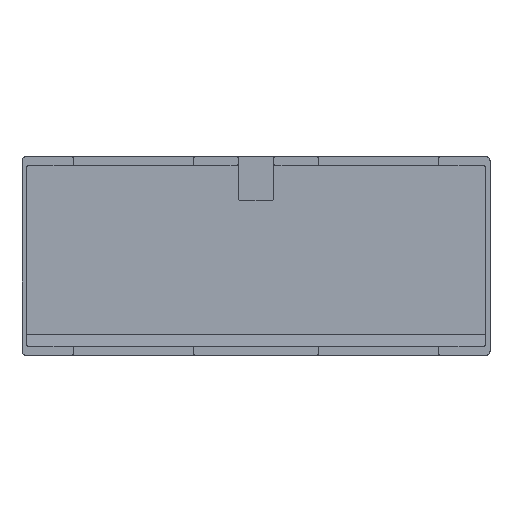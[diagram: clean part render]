
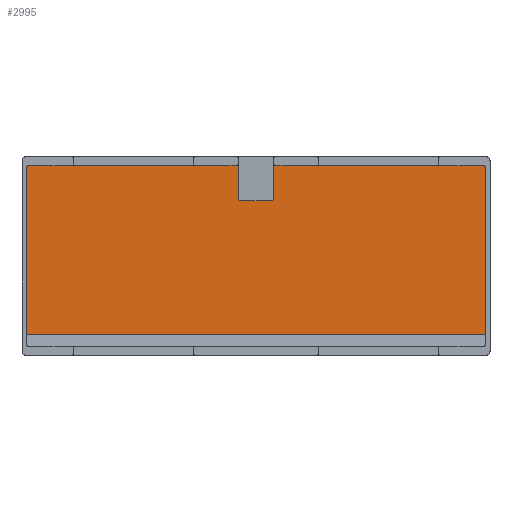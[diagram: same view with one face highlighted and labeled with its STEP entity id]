
A CAD part, top view. The second image highlights one B-rep face of the part: STEP entity #2995.
In plain terms, the highlighted planar face has unit normal (0, 0, 1).
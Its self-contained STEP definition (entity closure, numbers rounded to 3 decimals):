
#135=CIRCLE('',#3179,1.);
#137=CIRCLE('',#3183,1.);
#141=CIRCLE('',#3190,1.);
#146=CIRCLE('',#3197,1.);
#150=CIRCLE('',#3207,1.);
#151=CIRCLE('',#3208,1.);
#337=FACE_OUTER_BOUND('',#502,.T.);
#502=EDGE_LOOP('',(#2120,#2121,#2122,#2123,#2124,#2125,#2126,#2127,#2128,
#2129,#2130,#2131,#2132,#2133));
#656=LINE('',#4245,#931);
#664=LINE('',#4262,#939);
#695=LINE('',#4367,#970);
#701=LINE('',#4388,#976);
#722=LINE('',#4447,#997);
#723=LINE('',#4452,#998);
#724=LINE('',#4454,#999);
#725=LINE('',#4456,#1000);
#931=VECTOR('',#3423,10.);
#939=VECTOR('',#3433,10.);
#970=VECTOR('',#3534,10.);
#976=VECTOR('',#3554,10.);
#997=VECTOR('',#3611,10.);
#998=VECTOR('',#3616,10.);
#999=VECTOR('',#3617,10.);
#1000=VECTOR('',#3618,10.);
#1206=VERTEX_POINT('',#4242);
#1207=VERTEX_POINT('',#4244);
#1214=VERTEX_POINT('',#4259);
#1215=VERTEX_POINT('',#4261);
#1249=VERTEX_POINT('',#4353);
#1250=VERTEX_POINT('',#4355);
#1254=VERTEX_POINT('',#4365);
#1257=VERTEX_POINT('',#4372);
#1258=VERTEX_POINT('',#4374);
#1262=VERTEX_POINT('',#4387);
#1283=VERTEX_POINT('',#4449);
#1284=VERTEX_POINT('',#4451);
#1285=VERTEX_POINT('',#4453);
#1286=VERTEX_POINT('',#4455);
#1514=EDGE_CURVE('',#1206,#1207,#656,.T.);
#1522=EDGE_CURVE('',#1214,#1215,#664,.T.);
#1565=EDGE_CURVE('',#1249,#1250,#135,.T.);
#1571=EDGE_CURVE('',#1249,#1254,#695,.T.);
#1574=EDGE_CURVE('',#1257,#1258,#137,.T.);
#1581=EDGE_CURVE('',#1262,#1258,#701,.T.);
#1586=EDGE_CURVE('',#1262,#1214,#141,.F.);
#1593=EDGE_CURVE('',#1207,#1254,#146,.F.);
#1612=EDGE_CURVE('',#1257,#1250,#722,.T.);
#1613=EDGE_CURVE('',#1206,#1283,#150,.T.);
#1614=EDGE_CURVE('',#1284,#1283,#723,.T.);
#1615=EDGE_CURVE('',#1285,#1284,#724,.T.);
#1616=EDGE_CURVE('',#1286,#1285,#725,.T.);
#1617=EDGE_CURVE('',#1286,#1215,#151,.T.);
#2120=ORIENTED_EDGE('',*,*,#1581,.T.);
#2121=ORIENTED_EDGE('',*,*,#1574,.F.);
#2122=ORIENTED_EDGE('',*,*,#1612,.T.);
#2123=ORIENTED_EDGE('',*,*,#1565,.F.);
#2124=ORIENTED_EDGE('',*,*,#1571,.T.);
#2125=ORIENTED_EDGE('',*,*,#1593,.F.);
#2126=ORIENTED_EDGE('',*,*,#1514,.F.);
#2127=ORIENTED_EDGE('',*,*,#1613,.T.);
#2128=ORIENTED_EDGE('',*,*,#1614,.F.);
#2129=ORIENTED_EDGE('',*,*,#1615,.F.);
#2130=ORIENTED_EDGE('',*,*,#1616,.F.);
#2131=ORIENTED_EDGE('',*,*,#1617,.T.);
#2132=ORIENTED_EDGE('',*,*,#1522,.F.);
#2133=ORIENTED_EDGE('',*,*,#1586,.F.);
#2906=PLANE('',#3206);
#2995=ADVANCED_FACE('',(#337),#2906,.F.);
#3179=AXIS2_PLACEMENT_3D('',#4356,#3525,#3526);
#3183=AXIS2_PLACEMENT_3D('',#4375,#3540,#3541);
#3190=AXIS2_PLACEMENT_3D('',#4396,#3562,#3563);
#3197=AXIS2_PLACEMENT_3D('',#4409,#3578,#3579);
#3206=AXIS2_PLACEMENT_3D('',#4448,#3612,#3613);
#3207=AXIS2_PLACEMENT_3D('',#4450,#3614,#3615);
#3208=AXIS2_PLACEMENT_3D('',#4457,#3619,#3620);
#3423=DIRECTION('',(1.,0.,0.));
#3433=DIRECTION('',(1.,0.,0.));
#3525=DIRECTION('center_axis',(0.,0.,1.));
#3526=DIRECTION('ref_axis',(-0.707,-0.707,0.));
#3534=DIRECTION('',(0.,1.,0.));
#3540=DIRECTION('center_axis',(0.,0.,1.));
#3541=DIRECTION('ref_axis',(0.707,-0.707,0.));
#3554=DIRECTION('',(0.,-1.,0.));
#3562=DIRECTION('center_axis',(0.,0.,-1.));
#3563=DIRECTION('ref_axis',(-0.707,-0.707,0.));
#3578=DIRECTION('center_axis',(0.,0.,-1.));
#3579=DIRECTION('ref_axis',(0.707,-0.707,0.));
#3611=DIRECTION('',(-1.,0.,0.));
#3612=DIRECTION('center_axis',(0.,0.,-1.));
#3613=DIRECTION('ref_axis',(-1.,0.,0.));
#3614=DIRECTION('center_axis',(0.,0.,1.));
#3615=DIRECTION('ref_axis',(-0.707,0.707,0.));
#3616=DIRECTION('',(0.,1.,0.));
#3617=DIRECTION('',(-1.,0.,0.));
#3618=DIRECTION('',(0.,-1.,0.));
#3619=DIRECTION('center_axis',(0.,0.,1.));
#3620=DIRECTION('ref_axis',(0.707,0.707,0.));
#4242=CARTESIAN_POINT('',(0.5,0.5,-8.));
#4244=CARTESIAN_POINT('',(89.131,0.5,-8.));
#4245=CARTESIAN_POINT('',(195.763,0.5,-8.));
#4259=CARTESIAN_POINT('',(106.131,0.5,-8.));
#4261=CARTESIAN_POINT('',(194.763,0.5,-8.));
#4262=CARTESIAN_POINT('',(195.763,0.5,-8.));
#4353=CARTESIAN_POINT('',(90.131,-13.5,-8.));
#4355=CARTESIAN_POINT('',(91.131,-14.5,-8.));
#4356=CARTESIAN_POINT('Origin',(91.131,-13.5,-8.));
#4365=CARTESIAN_POINT('',(90.131,1.5,-8.));
#4367=CARTESIAN_POINT('',(90.131,-26.3,-8.));
#4372=CARTESIAN_POINT('',(104.131,-14.5,-8.));
#4374=CARTESIAN_POINT('',(105.131,-13.5,-8.));
#4375=CARTESIAN_POINT('Origin',(104.131,-13.5,-8.));
#4387=CARTESIAN_POINT('',(105.131,1.5,-8.));
#4388=CARTESIAN_POINT('',(105.131,-18.8,-8.));
#4396=CARTESIAN_POINT('Origin',(106.131,1.5,-8.));
#4409=CARTESIAN_POINT('Origin',(89.131,1.5,-8.));
#4447=CARTESIAN_POINT('',(101.381,-14.5,-8.));
#4448=CARTESIAN_POINT('Origin',(97.631,-38.1,-8.));
#4449=CARTESIAN_POINT('',(-0.5,-0.5,-8.));
#4450=CARTESIAN_POINT('Origin',(0.5,-0.5,-8.));
#4451=CARTESIAN_POINT('',(-0.5,-71.7,-8.));
#4452=CARTESIAN_POINT('',(-0.5,0.5,-8.));
#4453=CARTESIAN_POINT('',(195.763,-71.7,-8.));
#4454=CARTESIAN_POINT('',(146.697,-71.7,-8.));
#4455=CARTESIAN_POINT('',(195.763,-0.5,-8.));
#4456=CARTESIAN_POINT('',(195.763,-76.7,-8.));
#4457=CARTESIAN_POINT('Origin',(194.763,-0.5,-8.));
